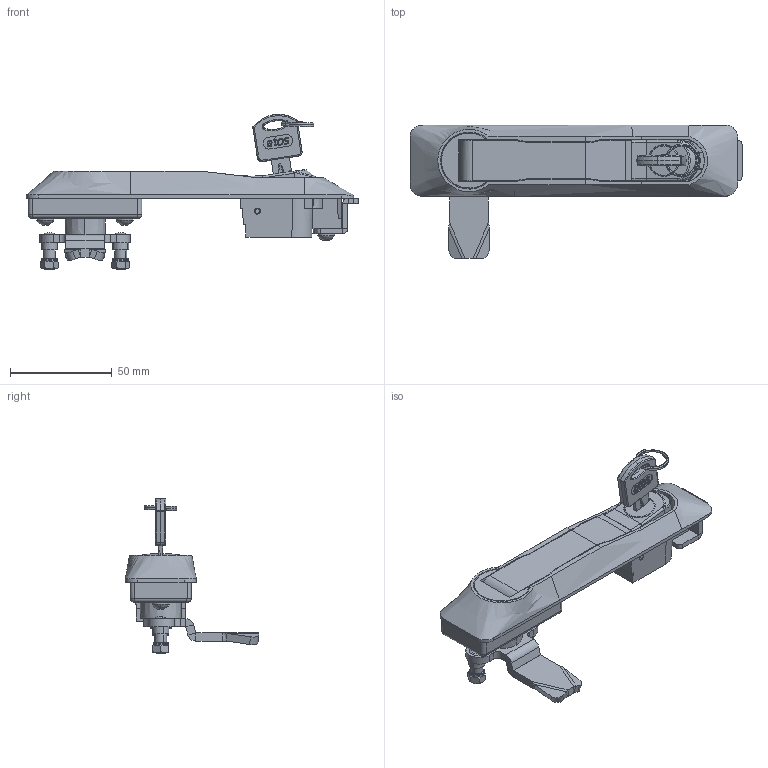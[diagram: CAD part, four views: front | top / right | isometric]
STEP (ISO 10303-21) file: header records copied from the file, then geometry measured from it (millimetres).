
FILE_DESCRIPTION (( 'STEP AP203' ), '1' );
FILE_NAME ('KI15.2.31.1214.STEP', '2022-07-25T13:09:45', ( '' ), ( '' ), 'SwSTEP 2.0', 'SolidWorks 2021', '' );
FILE_SCHEMA (( 'CONFIG_CONTROL_DESIGN' ));
Length unit declared in the file: millimetre
Products named in the file (1): KI15.2.31.1214
Bounding box: 163.16 x 65.78 x 76.38 mm (x, y, z)
Surface area: 38215 mm2 (no closed solid volume)
Topology: 0 solids, 44 shells, 835 faces, 2692 edges, 1877 vertices
Faces by surface type: plane 331, cylinder 267, bspline 97, cone 84, torus 36, sphere 20
Entity records: 44317 total; most frequent: CARTESIAN_POINT 23034, ORIENTED_EDGE 4487, DIRECTION 3809, EDGE_CURVE 2690, VERTEX_POINT 1877, AXIS2_PLACEMENT_3D 1281, VECTOR 1247, LINE 1247
